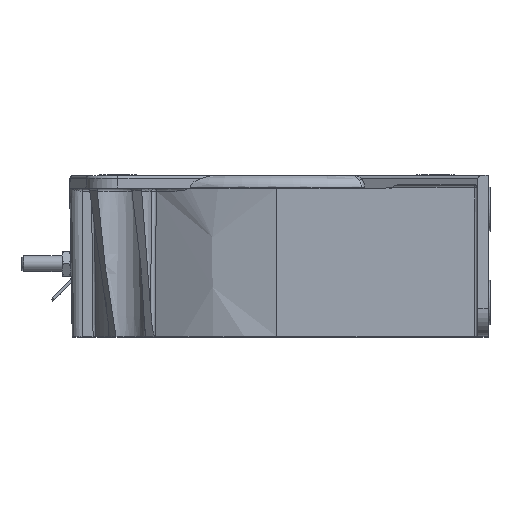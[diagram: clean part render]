
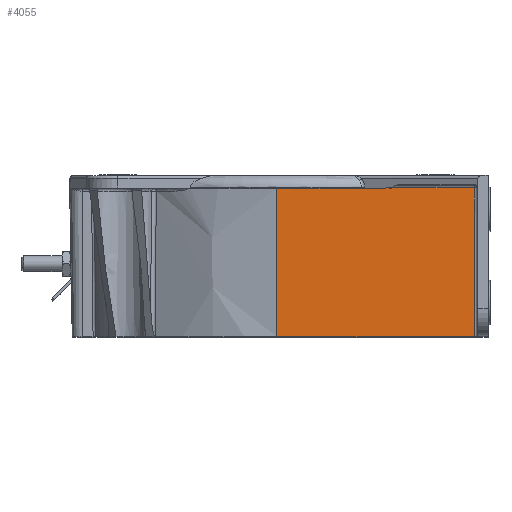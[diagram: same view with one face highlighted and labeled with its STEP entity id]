
A CAD part, top view. The second image highlights one B-rep face of the part: STEP entity #4055.
In plain terms, the highlighted planar face has unit normal (0, -0.018, 1).
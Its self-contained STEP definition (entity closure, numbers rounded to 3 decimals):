
#2997=FACE_OUTER_BOUND('',#6127,.T.);
#4055=ADVANCED_FACE('',(#2997),#5140,.T.);
#5140=PLANE('',#27028);
#6127=EDGE_LOOP('',(#8158,#8159,#8160,#8161,#8162));
#8158=ORIENTED_EDGE('',*,*,#15810,.T.);
#8159=ORIENTED_EDGE('',*,*,#15816,.F.);
#8160=ORIENTED_EDGE('',*,*,#15817,.T.);
#8161=ORIENTED_EDGE('',*,*,#15818,.T.);
#8162=ORIENTED_EDGE('',*,*,#15499,.T.);
#13539=VERTEX_POINT('',#35717);
#13540=VERTEX_POINT('',#35719);
#13829=VERTEX_POINT('',#36521);
#13832=VERTEX_POINT('',#36531);
#13833=VERTEX_POINT('',#36538);
#15499=EDGE_CURVE('',#13540,#13539,#21508,.T.);
#15810=EDGE_CURVE('',#13539,#13829,#21705,.T.);
#15816=EDGE_CURVE('',#13832,#13829,#18321,.T.);
#15817=EDGE_CURVE('',#13832,#13833,#21707,.T.);
#15818=EDGE_CURVE('',#13833,#13540,#21708,.T.);
#18321=B_SPLINE_CURVE_WITH_KNOTS('',3,(#36532,#36533,#36534,#36535),
 .UNSPECIFIED.,.F.,.F.,(4,4),(0.,1.),.UNSPECIFIED.);
#21508=LINE('',#35718,#23607);
#21705=LINE('',#36520,#23804);
#21707=LINE('',#36537,#23806);
#21708=LINE('',#36539,#23807);
#23607=VECTOR('',#28967,1.);
#23804=VECTOR('',#29356,1.);
#23806=VECTOR('',#29372,1.);
#23807=VECTOR('',#29373,1.);
#27028=AXIS2_PLACEMENT_3D('',#36540,#29374,#29375);
#28967=DIRECTION('',(1.,0.,0.));
#29356=DIRECTION('',(0.,1.,0.017));
#29372=DIRECTION('',(-1.,0.,0.));
#29373=DIRECTION('',(0.,-1.,-0.017));
#29374=DIRECTION('',(0.,-0.017,1.));
#29375=DIRECTION('',(1.,0.,0.));
#35717=CARTESIAN_POINT('',(63.5,0.,66.667));
#35718=CARTESIAN_POINT('',(0.,0.,66.667));
#35719=CARTESIAN_POINT('',(0.,0.,66.667));
#36520=CARTESIAN_POINT('',(63.5,0.,66.667));
#36521=CARTESIAN_POINT('',(63.5,47.717,67.5));
#36531=CARTESIAN_POINT('',(37.185,47.704,67.5));
#36532=CARTESIAN_POINT('',(37.185,47.704,67.5));
#36533=CARTESIAN_POINT('',(45.957,47.708,67.5));
#36534=CARTESIAN_POINT('',(54.728,47.712,67.5));
#36535=CARTESIAN_POINT('',(63.5,47.716,67.5));
#36537=CARTESIAN_POINT('',(67.013,47.7,67.5));
#36538=CARTESIAN_POINT('',(0.,47.7,67.5));
#36539=CARTESIAN_POINT('',(0.,47.7,67.5));
#36540=CARTESIAN_POINT('',(67.013,47.7,67.5));
